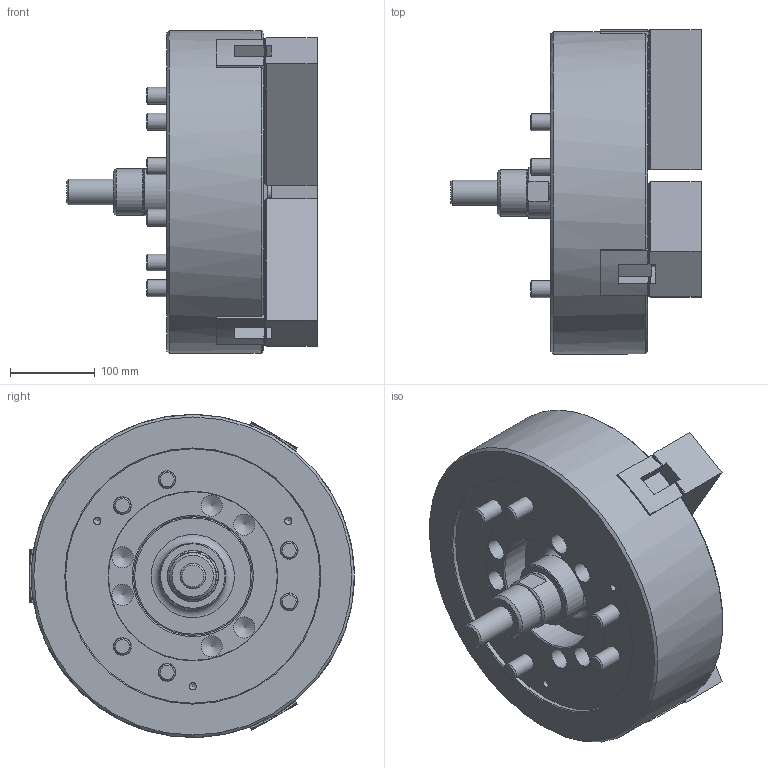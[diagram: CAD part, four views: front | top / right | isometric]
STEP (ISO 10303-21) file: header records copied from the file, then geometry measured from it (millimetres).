
FILE_DESCRIPTION (( 'STEP AP203' ), '1' );
FILE_NAME ('CF-3P-215.STEP', '2024-03-13T09:17:41', ( '' ), ( '' ), 'SwSTEP 2.0', 'SolidWorks 2020', '' );
FILE_SCHEMA (( 'CONFIG_CONTROL_DESIGN' ));
Length unit declared in the file: millimetre
Products named in the file (13): 3P-15-06000; CF-3P-215-01010; SJ-15P; CF-3P-215-02010; 圓頭內六角螺栓_M8x16; CF-3P-215-03000; 圓頭內六角螺栓_M20x55; CF-3H-215-04000(寬25.5)(T型塊); 圓頭內六角螺栓_M20x115; CF-3P-215-04010; 圓頭內六角螺栓_M30x125(全牙); 3P-15-05000; CF-3P-215
Assembly tree (30 placements, depth 2):
  CF-3P-215
    CF-3P-215-01010
    CF-3P-215-02010
    CF-3P-215-03000  x3
    CF-3H-215-04000(寬25.5)(T型塊)  x3
    CF-3P-215-04010
    3P-15-05000
    3P-15-06000
    SJ-15P  x3
    圓頭內六角螺栓_M8x16  x3
    圓頭內六角螺栓_M20x55  x6
    圓頭內六角螺栓_M20x115  x6
    圓頭內六角螺栓_M30x125(全牙)
Bounding box: 295.2 x 382.95 x 380.93 mm (x, y, z)
Volume: 13953872.1 mm3; surface area: 1139333.2 mm2
Topology: 30 solids, 30 shells, 5354 faces, 15613 edges, 10364 vertices
Faces by surface type: plane 3987, cylinder 1237, cone 127, torus 3
Full cylindrical faces by diameter (mm): 5 x1, 6.8 x4, 8 x3, 8.5 x3, 9 x3, 10.2 x3, 13 x3, 14 x3, 17.5 x6, 20 x12, 21 x12, 25 x6, 26.5 x1, 27 x1, 30 x14, 32 x12, 45 x1, 47 x1, 55 x1, 58 x1, 60 x1, 60.5 x1, 61 x1, 78 x1, 131 x1, 140 x2, 300 x1, 381 x1
Entity records: 62670 total; most frequent: CARTESIAN_POINT 13294, ORIENTED_EDGE 10680, DIRECTION 8783, EDGE_CURVE 5340, VECTOR 4215, LINE 4215, VERTEX_POINT 3603, AXIS2_PLACEMENT_3D 2284
